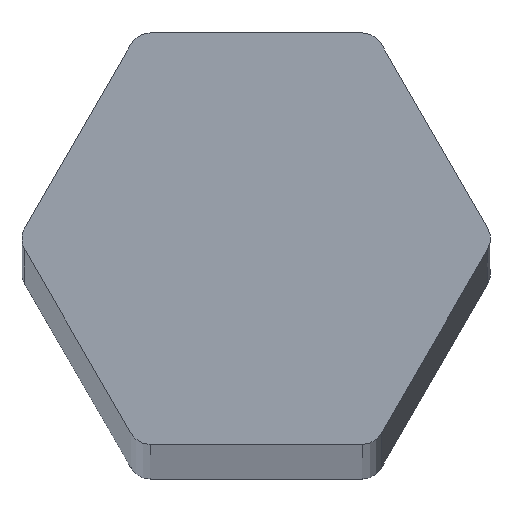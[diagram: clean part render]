
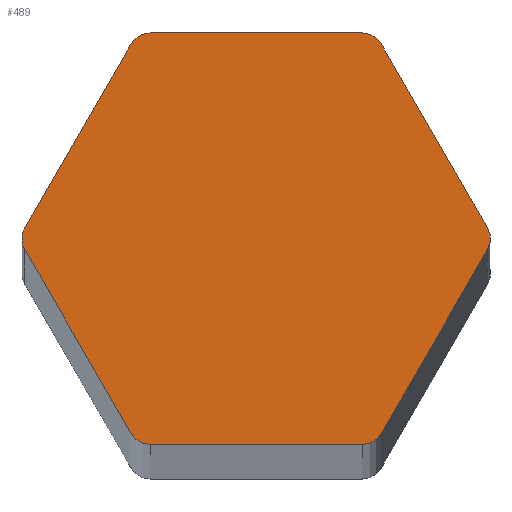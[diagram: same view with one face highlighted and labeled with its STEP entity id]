
A CAD part, top view. The second image highlights one B-rep face of the part: STEP entity #489.
In plain terms, the highlighted planar face has unit normal (0, 0, 1).
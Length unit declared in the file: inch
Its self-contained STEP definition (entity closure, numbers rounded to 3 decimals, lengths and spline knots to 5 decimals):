
#3 = AXIS2_PLACEMENT_3D ( 'NONE', #288, #45, #321 ) ;
#4 = CARTESIAN_POINT ( 'NONE',  ( 0.11374, 0.177, 9. ) ) ;
#23 = DIRECTION ( 'NONE',  ( -1., 0., 0. ) ) ;
#28 = VERTEX_POINT ( 'NONE', #322 ) ;
#31 = VERTEX_POINT ( 'NONE', #287 ) ;
#36 = CARTESIAN_POINT ( 'NONE',  ( 0.21593, 0., 9. ) ) ;
#37 = CARTESIAN_POINT ( 'NONE',  ( -0.10796, -0.187, 9. ) ) ;
#45 = DIRECTION ( 'NONE',  ( 0., 0., 1. ) ) ;
#46 = AXIS2_PLACEMENT_3D ( 'NONE', #401, #151, #440 ) ;
#50 = VECTOR ( 'NONE', #206, 39.37008 ) ;
#55 = DIRECTION ( 'NONE',  ( 0., 0., 1. ) ) ;
#65 = CIRCLE ( 'NONE', #498, 0.02 ) ;
#68 = VECTOR ( 'NONE', #232, 39.37008 ) ;
#77 = AXIS2_PLACEMENT_3D ( 'NONE', #301, #55, #336 ) ;
#81 = VERTEX_POINT ( 'NONE', #4 ) ;
#84 = CIRCLE ( 'NONE', #77, 0.02 ) ;
#89 = DIRECTION ( 'NONE',  ( 1., 0., 0. ) ) ;
#94 = AXIS2_PLACEMENT_3D ( 'NONE', #131, #422, #171 ) ;
#95 = VERTEX_POINT ( 'NONE', #342 ) ;
#96 = DIRECTION ( 'NONE',  ( 0., 0., 1. ) ) ;
#99 = ORIENTED_EDGE ( 'NONE', *, *, #250, .T. ) ;
#101 = ORIENTED_EDGE ( 'NONE', *, *, #264, .T. ) ;
#104 = VERTEX_POINT ( 'NONE', #136 ) ;
#115 = ORIENTED_EDGE ( 'NONE', *, *, #381, .T. ) ;
#116 = ORIENTED_EDGE ( 'NONE', *, *, #488, .T. ) ;
#122 = DIRECTION ( 'NONE',  ( -0.5, -0.866, 0. ) ) ;
#124 = AXIS2_PLACEMENT_3D ( 'NONE', #295, #330, #89 ) ;
#131 = CARTESIAN_POINT ( 'NONE',  ( -0.09642, -0.167, 9. ) ) ;
#136 = CARTESIAN_POINT ( 'NONE',  ( -0.11374, 0.177, 9. ) ) ;
#140 = AXIS2_PLACEMENT_3D ( 'NONE', #450, #202, #491 ) ;
#145 = LINE ( 'NONE', #220, #352 ) ;
#147 = CARTESIAN_POINT ( 'NONE',  ( 0.21016, 0.01, 9. ) ) ;
#148 = LINE ( 'NONE', #37, #473 ) ;
#151 = DIRECTION ( 'NONE',  ( 0., 0., 1. ) ) ;
#155 = EDGE_LOOP ( 'NONE', ( #445, #312, #324, #346, #116, #270, #254, #115, #99, #395, #253, #187, #101 ) ) ;
#160 = CARTESIAN_POINT ( 'NONE',  ( -0.09642, 0.167, 9. ) ) ;
#161 = EDGE_CURVE ( 'NONE', #221, #81, #390, .T. ) ;
#162 = AXIS2_PLACEMENT_3D ( 'NONE', #341, #96, #383 ) ;
#165 = CIRCLE ( 'NONE', #3, 0.02 ) ;
#167 = CARTESIAN_POINT ( 'NONE',  ( 0.09642, -0.187, 9. ) ) ;
#171 = DIRECTION ( 'NONE',  ( 1., 0., 0. ) ) ;
#187 = ORIENTED_EDGE ( 'NONE', *, *, #408, .T. ) ;
#191 = CARTESIAN_POINT ( 'NONE',  ( -0.21283, 0., 9. ) ) ;
#195 = DIRECTION ( 'NONE',  ( 1., 0., 0. ) ) ;
#202 = DIRECTION ( 'NONE',  ( 0., 0., 1. ) ) ;
#206 = DIRECTION ( 'NONE',  ( 0.5, 0.866, 0. ) ) ;
#213 = VERTEX_POINT ( 'NONE', #274 ) ;
#220 = CARTESIAN_POINT ( 'NONE',  ( 0.10796, 0.187, 9. ) ) ;
#221 = VERTEX_POINT ( 'NONE', #147 ) ;
#228 = VERTEX_POINT ( 'NONE', #260 ) ;
#232 = DIRECTION ( 'NONE',  ( -0.5, 0.866, 0. ) ) ;
#244 = LINE ( 'NONE', #412, #447 ) ;
#248 = CIRCLE ( 'NONE', #162, 0.02 ) ;
#250 = EDGE_CURVE ( 'NONE', #389, #213, #145, .T. ) ;
#253 = ORIENTED_EDGE ( 'NONE', *, *, #272, .T. ) ;
#254 = ORIENTED_EDGE ( 'NONE', *, *, #161, .T. ) ;
#257 = CIRCLE ( 'NONE', #140, 0.02 ) ;
#260 = CARTESIAN_POINT ( 'NONE',  ( -0.21016, -0.01, 9. ) ) ;
#264 = EDGE_CURVE ( 'NONE', #410, #228, #257, .T. ) ;
#270 = ORIENTED_EDGE ( 'NONE', *, *, #359, .T. ) ;
#272 = EDGE_CURVE ( 'NONE', #104, #31, #244, .T. ) ;
#274 = CARTESIAN_POINT ( 'NONE',  ( -0.09642, 0.187, 9. ) ) ;
#279 = LINE ( 'NONE', #282, #483 ) ;
#282 = CARTESIAN_POINT ( 'NONE',  ( -0.21593, 0., 9. ) ) ;
#287 = CARTESIAN_POINT ( 'NONE',  ( -0.21016, 0.01, 9. ) ) ;
#288 = CARTESIAN_POINT ( 'NONE',  ( 0.09642, 0.167, 9. ) ) ;
#290 = VERTEX_POINT ( 'NONE', #454 ) ;
#295 = CARTESIAN_POINT ( 'NONE',  ( 0.10796, 0.187, 9. ) ) ;
#301 = CARTESIAN_POINT ( 'NONE',  ( 0.09642, -0.167, 9. ) ) ;
#312 = ORIENTED_EDGE ( 'NONE', *, *, #334, .T. ) ;
#316 = DIRECTION ( 'NONE',  ( 1., 0., 0. ) ) ;
#319 = DIRECTION ( 'NONE',  ( 0.5, -0.866, 0. ) ) ;
#320 = LINE ( 'NONE', #496, #50 ) ;
#321 = DIRECTION ( 'NONE',  ( 1., 0., 0. ) ) ;
#322 = CARTESIAN_POINT ( 'NONE',  ( -0.09642, -0.187, 9. ) ) ;
#324 = ORIENTED_EDGE ( 'NONE', *, *, #400, .T. ) ;
#330 = DIRECTION ( 'NONE',  ( 0., 0., 1. ) ) ;
#334 = EDGE_CURVE ( 'NONE', #290, #28, #396, .T. ) ;
#336 = DIRECTION ( 'NONE',  ( 1., 0., 0. ) ) ;
#341 = CARTESIAN_POINT ( 'NONE',  ( -0.19283, 0., 9. ) ) ;
#342 = CARTESIAN_POINT ( 'NONE',  ( 0.21016, -0.01, 9. ) ) ;
#346 = ORIENTED_EDGE ( 'NONE', *, *, #348, .T. ) ;
#348 = EDGE_CURVE ( 'NONE', #502, #432, #84, .T. ) ;
#352 = VECTOR ( 'NONE', #23, 39.37008 ) ;
#359 = EDGE_CURVE ( 'NONE', #95, #221, #385, .T. ) ;
#366 = CARTESIAN_POINT ( 'NONE',  ( 0.09642, 0.187, 9. ) ) ;
#369 = PLANE ( 'NONE',  #124 ) ;
#372 = EDGE_CURVE ( 'NONE', #228, #290, #279, .T. ) ;
#381 = EDGE_CURVE ( 'NONE', #81, #389, #165, .T. ) ;
#383 = DIRECTION ( 'NONE',  ( 1., 0., 0. ) ) ;
#385 = CIRCLE ( 'NONE', #46, 0.02 ) ;
#386 = EDGE_CURVE ( 'NONE', #213, #104, #65, .T. ) ;
#389 = VERTEX_POINT ( 'NONE', #366 ) ;
#390 = LINE ( 'NONE', #36, #68 ) ;
#395 = ORIENTED_EDGE ( 'NONE', *, *, #386, .T. ) ;
#396 = CIRCLE ( 'NONE', #94, 0.02 ) ;
#400 = EDGE_CURVE ( 'NONE', #28, #502, #148, .T. ) ;
#401 = CARTESIAN_POINT ( 'NONE',  ( 0.19283, 0., 9. ) ) ;
#408 = EDGE_CURVE ( 'NONE', #31, #410, #248, .T. ) ;
#410 = VERTEX_POINT ( 'NONE', #191 ) ;
#412 = CARTESIAN_POINT ( 'NONE',  ( -0.10796, 0.187, 9. ) ) ;
#419 = FACE_OUTER_BOUND ( 'NONE', #155, .T. ) ;
#422 = DIRECTION ( 'NONE',  ( 0., 0., 1. ) ) ;
#432 = VERTEX_POINT ( 'NONE', #453 ) ;
#440 = DIRECTION ( 'NONE',  ( 1., 0., 0. ) ) ;
#445 = ORIENTED_EDGE ( 'NONE', *, *, #372, .T. ) ;
#447 = VECTOR ( 'NONE', #122, 39.37008 ) ;
#448 = DIRECTION ( 'NONE',  ( 0., 0., 1. ) ) ;
#450 = CARTESIAN_POINT ( 'NONE',  ( -0.19283, 0., 9. ) ) ;
#453 = CARTESIAN_POINT ( 'NONE',  ( 0.11374, -0.177, 9. ) ) ;
#454 = CARTESIAN_POINT ( 'NONE',  ( -0.11374, -0.177, 9. ) ) ;
#473 = VECTOR ( 'NONE', #316, 39.37008 ) ;
#483 = VECTOR ( 'NONE', #319, 39.37008 ) ;
#488 = EDGE_CURVE ( 'NONE', #432, #95, #320, .T. ) ;
#489 = ADVANCED_FACE ( 'NONE', ( #419 ), #369, .T. ) ;
#491 = DIRECTION ( 'NONE',  ( 1., 0., 0. ) ) ;
#496 = CARTESIAN_POINT ( 'NONE',  ( 0.10796, -0.187, 9. ) ) ;
#498 = AXIS2_PLACEMENT_3D ( 'NONE', #160, #448, #195 ) ;
#502 = VERTEX_POINT ( 'NONE', #167 ) ;
